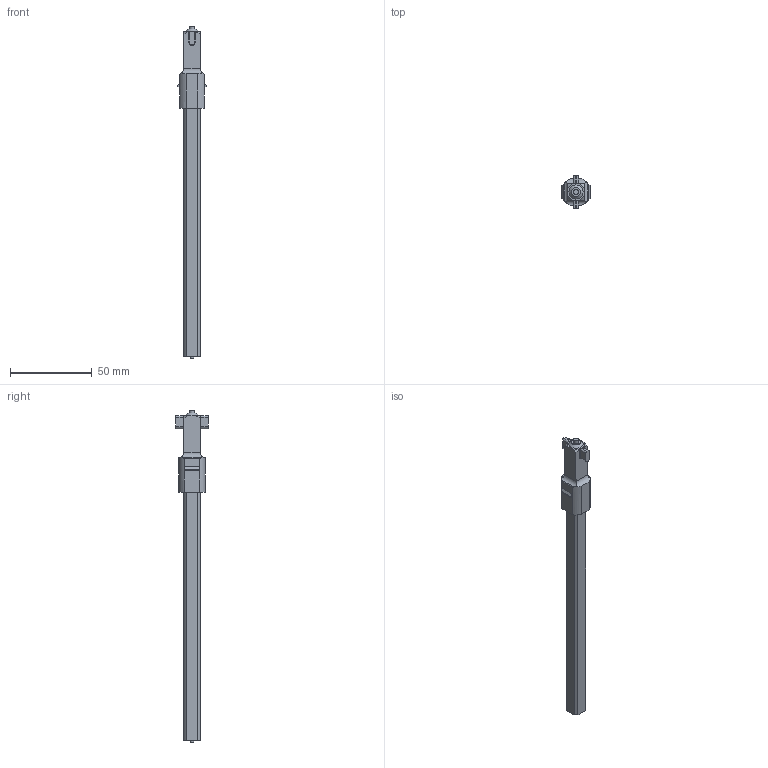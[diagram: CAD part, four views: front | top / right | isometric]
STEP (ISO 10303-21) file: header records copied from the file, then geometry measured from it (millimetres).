
FILE_DESCRIPTION(/* description */ (''),/* implementation_level */ '2;1');
FILE_NAME(/* name */ '14001020b.stp',/* time_stamp */ '2015-11-30T17:26:56+01:00',/* author */ (''),/* organization */ (''),/* preprocessor_version */ 'ST-DEVELOPER v14',/* originating_system */ 'SIEMENS PLM Software NX 8.0',/* authorisation */ '');
FILE_SCHEMA (('AP203_CONFIGURATION_CONTROLLED_3D_DESIGN_OF_MECHANICAL_PARTS_AND_ASSEMBLIES_MIM_LF { 1 0 10303 403 2 1 2}'));
Length unit declared in the file: millimetre
Products named in the file (1): step11302015
Bounding box: 17.2 x 20 x 203 mm (x, y, z)
Volume: 22075.5 mm3; surface area: 8293.2 mm2
Topology: 1 solids, 1 shells, 71 faces, 178 edges, 115 vertices
Faces by surface type: plane 36, cylinder 24, torus 6, cone 5
Full cylindrical faces by diameter (mm): 2 x1, 3 x1
Entity records: 2271 total; most frequent: CARTESIAN_POINT 444, DIRECTION 354, ORIENTED_EDGE 348, EDGE_CURVE 174, AXIS2_PLACEMENT_3D 128, VERTEX_POINT 114, LINE 98, VECTOR 98
